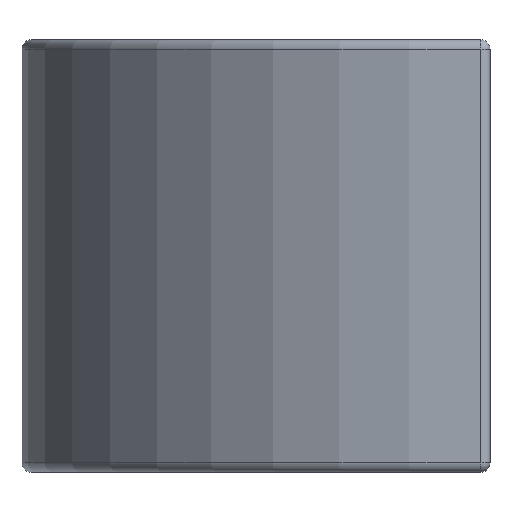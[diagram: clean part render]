
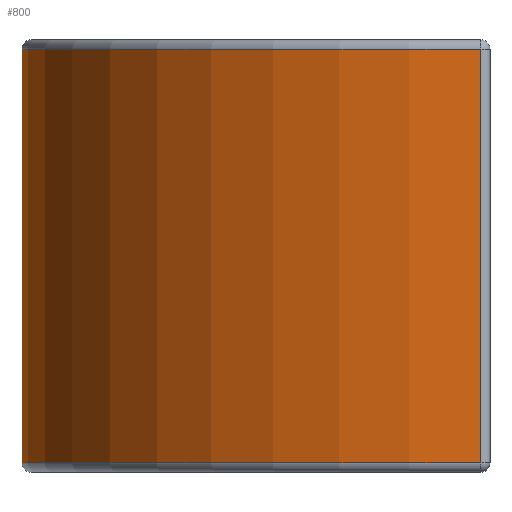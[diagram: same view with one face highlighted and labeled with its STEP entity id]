
A CAD part, left-side view. The second image highlights one B-rep face of the part: STEP entity #800.
In plain terms, the highlighted cylindrical face has radius 48.517 mm (diameter 97.035 mm), a partial arc.
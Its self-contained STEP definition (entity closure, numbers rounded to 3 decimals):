
#22 = CARTESIAN_POINT ( 'NONE',  ( 25.693, 22.696, 1. ) ) ;
#85 = CARTESIAN_POINT ( 'NONE',  ( 25.822, -25.822, 44.65 ) ) ;
#102 = EDGE_CURVE ( 'NONE', #1314, #1012, #1313, .T. ) ;
#117 = LINE ( 'NONE', #520, #1375 ) ;
#121 = ORIENTED_EDGE ( 'NONE', *, *, #1014, .T. ) ;
#175 = VERTEX_POINT ( 'NONE', #306 ) ;
#249 = ORIENTED_EDGE ( 'NONE', *, *, #881, .T. ) ;
#306 = CARTESIAN_POINT ( 'NONE',  ( -22.696, -25.693, 1. ) ) ;
#351 = CARTESIAN_POINT ( 'NONE',  ( 25.693, 22.696, 44.65 ) ) ;
#511 = VECTOR ( 'NONE', #883, 1000. ) ;
#520 = CARTESIAN_POINT ( 'NONE',  ( -22.696, -25.693, 45.65 ) ) ;
#564 = CARTESIAN_POINT ( 'NONE',  ( 25.822, -25.822, 1. ) ) ;
#580 = DIRECTION ( 'NONE',  ( 0., 0., 1. ) ) ;
#658 = CARTESIAN_POINT ( 'NONE',  ( -22.696, -25.693, 44.65 ) ) ;
#698 = DIRECTION ( 'NONE',  ( -1., 0., 0. ) ) ;
#800 = ADVANCED_FACE ( 'NONE', ( #1117 ), #1120, .T. ) ;
#830 = VERTEX_POINT ( 'NONE', #658 ) ;
#836 = DIRECTION ( 'NONE',  ( 0., 0., -1. ) ) ;
#881 = EDGE_CURVE ( 'NONE', #1012, #175, #901, .T. ) ;
#883 = DIRECTION ( 'NONE',  ( 0., 0., -1. ) ) ;
#901 = CIRCLE ( 'NONE', #1093, 48.517 ) ;
#914 = AXIS2_PLACEMENT_3D ( 'NONE', #85, #836, #1060 ) ;
#933 = CARTESIAN_POINT ( 'NONE',  ( 25.822, -25.822, 45.65 ) ) ;
#1012 = VERTEX_POINT ( 'NONE', #22 ) ;
#1014 = EDGE_CURVE ( 'NONE', #175, #830, #117, .T. ) ;
#1060 = DIRECTION ( 'NONE',  ( -1., 0., 0. ) ) ;
#1093 = AXIS2_PLACEMENT_3D ( 'NONE', #564, #580, #698 ) ;
#1117 = FACE_OUTER_BOUND ( 'NONE', #1613, .T. ) ;
#1120 = CYLINDRICAL_SURFACE ( 'NONE', #1177, 48.517 ) ;
#1177 = AXIS2_PLACEMENT_3D ( 'NONE', #933, #1563, #1417 ) ;
#1227 = EDGE_CURVE ( 'NONE', #830, #1314, #1620, .T. ) ;
#1313 = LINE ( 'NONE', #1491, #511 ) ;
#1314 = VERTEX_POINT ( 'NONE', #351 ) ;
#1317 = ORIENTED_EDGE ( 'NONE', *, *, #1227, .T. ) ;
#1375 = VECTOR ( 'NONE', #1529, 1000. ) ;
#1405 = ORIENTED_EDGE ( 'NONE', *, *, #102, .T. ) ;
#1417 = DIRECTION ( 'NONE',  ( -1., 0., 0. ) ) ;
#1491 = CARTESIAN_POINT ( 'NONE',  ( 25.693, 22.696, 45.65 ) ) ;
#1529 = DIRECTION ( 'NONE',  ( 0., 0., 1. ) ) ;
#1563 = DIRECTION ( 'NONE',  ( 0., 0., -1. ) ) ;
#1613 = EDGE_LOOP ( 'NONE', ( #121, #1317, #1405, #249 ) ) ;
#1620 = CIRCLE ( 'NONE', #914, 48.517 ) ;
